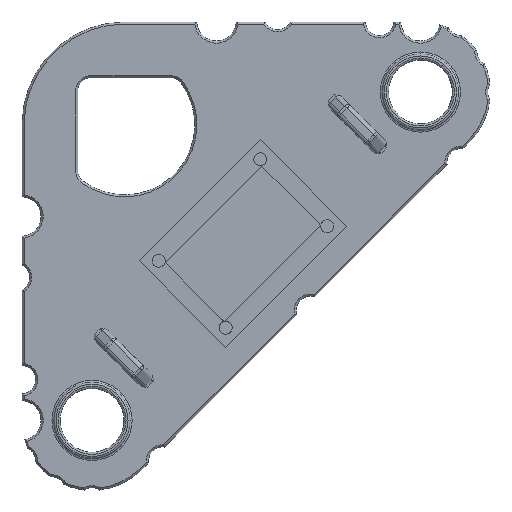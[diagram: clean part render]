
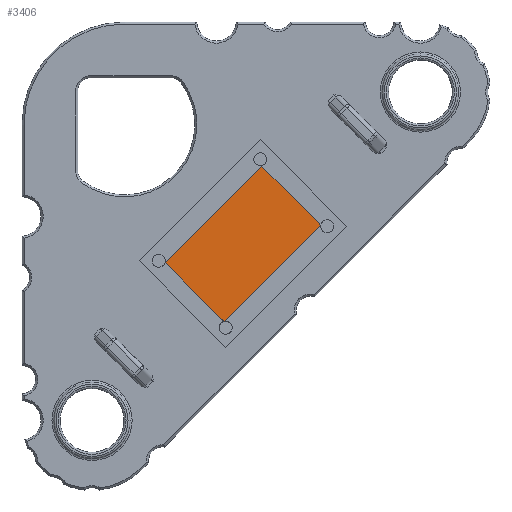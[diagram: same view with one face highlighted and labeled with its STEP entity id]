
A CAD part, top view. The second image highlights one B-rep face of the part: STEP entity #3406.
In plain terms, the highlighted planar face has unit normal (0, 0, 1).
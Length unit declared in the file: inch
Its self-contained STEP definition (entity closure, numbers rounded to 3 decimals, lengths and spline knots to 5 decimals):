
#255=PLANE('',#3846);
#437=FACE_OUTER_BOUND('',#648,.T.);
#648=EDGE_LOOP('',(#2867,#2868,#2869,#2870));
#1049=LINE('',#5971,#1263);
#1052=LINE('',#5976,#1266);
#1054=LINE('',#5980,#1268);
#1055=LINE('',#5982,#1269);
#1263=VECTOR('',#4849,0.3937);
#1266=VECTOR('',#4854,0.3937);
#1268=VECTOR('',#4858,0.3937);
#1269=VECTOR('',#4861,0.3937);
#1559=VERTEX_POINT('',#5968);
#1560=VERTEX_POINT('',#5970);
#1561=VERTEX_POINT('',#5974);
#1562=VERTEX_POINT('',#5978);
#2008=EDGE_CURVE('',#1559,#1560,#1049,.T.);
#2011=EDGE_CURVE('',#1561,#1559,#1052,.T.);
#2013=EDGE_CURVE('',#1562,#1561,#1054,.T.);
#2014=EDGE_CURVE('',#1560,#1562,#1055,.T.);
#2867=ORIENTED_EDGE('',*,*,#2014,.F.);
#2868=ORIENTED_EDGE('',*,*,#2008,.F.);
#2869=ORIENTED_EDGE('',*,*,#2011,.F.);
#2870=ORIENTED_EDGE('',*,*,#2013,.F.);
#3406=ADVANCED_FACE('',(#437),#255,.F.);
#3846=AXIS2_PLACEMENT_3D('',#5983,#4862,#4863);
#4849=DIRECTION('',(0.707,0.707,0.));
#4854=DIRECTION('',(-0.707,0.707,0.));
#4858=DIRECTION('',(-0.707,-0.707,0.));
#4861=DIRECTION('',(0.707,-0.707,0.));
#4862=DIRECTION('center_axis',(0.,0.,-1.));
#4863=DIRECTION('ref_axis',(-1.,0.,0.));
#5968=CARTESIAN_POINT('',(0.89677,1.93165,0.01575));
#5970=CARTESIAN_POINT('',(2.08118,3.11606,0.01575));
#5971=CARTESIAN_POINT('',(2.08118,3.11606,0.01575));
#5974=CARTESIAN_POINT('',(1.61802,1.21041,0.01575));
#5976=CARTESIAN_POINT('',(0.89677,1.93165,0.01575));
#5978=CARTESIAN_POINT('',(2.80243,2.39481,0.01575));
#5980=CARTESIAN_POINT('',(1.61802,1.21041,0.01575));
#5982=CARTESIAN_POINT('',(2.80243,2.39481,0.01575));
#5983=CARTESIAN_POINT('Origin',(1.8496,2.16323,0.01575));
